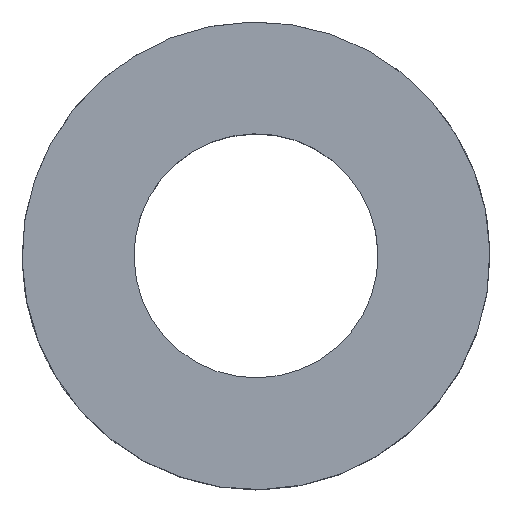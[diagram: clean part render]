
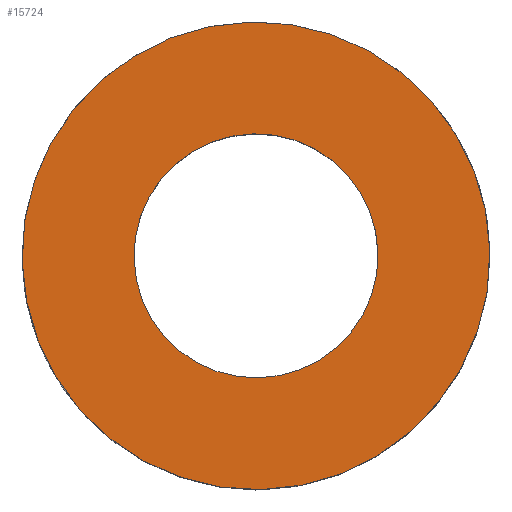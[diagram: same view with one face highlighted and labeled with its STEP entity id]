
A CAD part, top view. The second image highlights one B-rep face of the part: STEP entity #15724.
In plain terms, the highlighted planar face has unit normal (0, 0, 1).
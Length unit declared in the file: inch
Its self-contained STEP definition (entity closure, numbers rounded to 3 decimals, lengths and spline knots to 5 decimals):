
#4920=AXIS2_PLACEMENT_3D('Circle Axis2P3D',#4918,#4919,$) ;
#4939=AXIS2_PLACEMENT_3D('Circle Axis2P3D',#4937,#4938,$) ;
#15700=AXIS2_PLACEMENT_3D('Plane Axis2P3D',#15697,#15698,#15699) ;
#15708=AXIS2_PLACEMENT_3D('Circle Axis2P3D',#15706,#15707,$) ;
#15717=AXIS2_PLACEMENT_3D('Circle Axis2P3D',#15715,#15716,$) ;
#4915=CARTESIAN_POINT('Vertex',(11.02679,20.1844,15.75)) ;
#4918=CARTESIAN_POINT('Axis2P3D Location',(0.,0.,15.75)) ;
#4922=CARTESIAN_POINT('Vertex',(-11.02679,-20.1844,15.75)) ;
#4937=CARTESIAN_POINT('Axis2P3D Location',(0.,0.,15.75)) ;
#15697=CARTESIAN_POINT('Axis2P3D Location',(0.,23.,15.75)) ;
#15706=CARTESIAN_POINT('Axis2P3D Location',(0.,0.,15.75)) ;
#15710=CARTESIAN_POINT('Vertex',(-5.75311,-10.53099,15.75)) ;
#15712=CARTESIAN_POINT('Vertex',(5.75311,10.53099,15.75)) ;
#15715=CARTESIAN_POINT('Axis2P3D Location',(0.,0.,15.75)) ;
#4919=DIRECTION('Axis2P3D Direction',(0.,0.,-0.039)) ;
#4938=DIRECTION('Axis2P3D Direction',(0.,0.,-0.039)) ;
#15698=DIRECTION('Axis2P3D Direction',(0.,0.,-0.039)) ;
#15699=DIRECTION('Axis2P3D XDirection',(0.039,0.,0.)) ;
#15707=DIRECTION('Axis2P3D Direction',(0.,0.,-0.039)) ;
#15716=DIRECTION('Axis2P3D Direction',(0.,0.,-0.039)) ;
#15703=ORIENTED_EDGE('',*,*,#4924,.F.) ;
#15704=ORIENTED_EDGE('',*,*,#4941,.F.) ;
#15721=ORIENTED_EDGE('',*,*,#15714,.T.) ;
#15722=ORIENTED_EDGE('',*,*,#15719,.T.) ;
#15723=FACE_BOUND('',#15720,.T.) ;
#15724=ADVANCED_FACE('PartBody',(#15705,#15723),#15701,.F.) ;
#4921=CIRCLE('generated circle',#4920,23.) ;
#4940=CIRCLE('generated circle',#4939,23.) ;
#15709=CIRCLE('generated circle',#15708,12.) ;
#15718=CIRCLE('generated circle',#15717,12.) ;
#4924=EDGE_CURVE('',#4916,#4923,#4921,.T.) ;
#4941=EDGE_CURVE('',#4923,#4916,#4940,.T.) ;
#15714=EDGE_CURVE('',#15711,#15713,#15709,.T.) ;
#15719=EDGE_CURVE('',#15713,#15711,#15718,.T.) ;
#15702=EDGE_LOOP('',(#15703,#15704)) ;
#15720=EDGE_LOOP('',(#15721,#15722)) ;
#15705=FACE_OUTER_BOUND('',#15702,.T.) ;
#15701=PLANE('',#15700) ;
#4916=VERTEX_POINT('',#4915) ;
#4923=VERTEX_POINT('',#4922) ;
#15711=VERTEX_POINT('',#15710) ;
#15713=VERTEX_POINT('',#15712) ;
